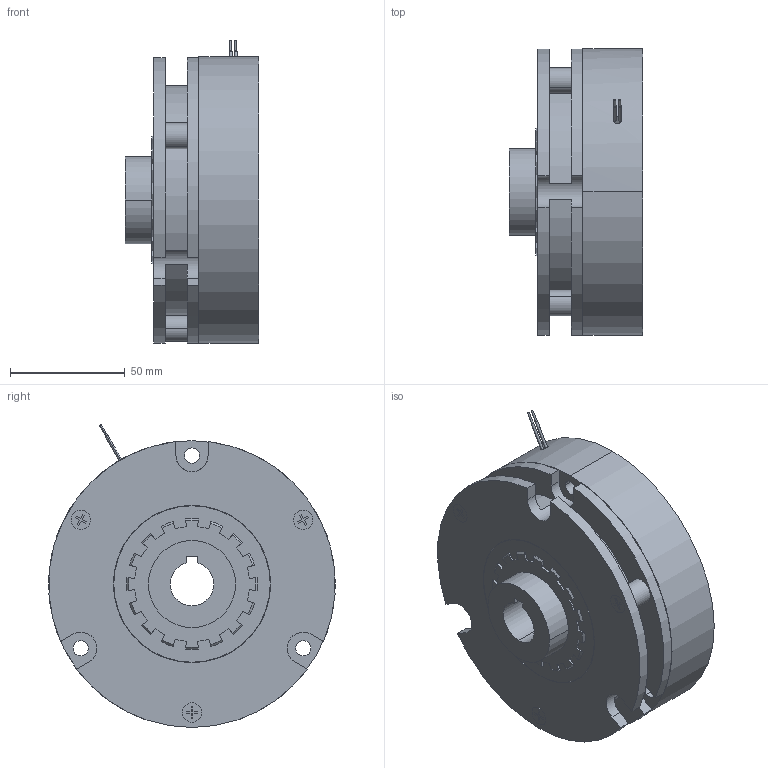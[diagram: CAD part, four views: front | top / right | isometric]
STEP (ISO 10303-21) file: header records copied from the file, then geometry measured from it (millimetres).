
FILE_DESCRIPTION(('starvars output'),'2;1');
FILE_NAME('cv20161201162254000024675.stp','16:22:54 2016/12/01',( 'Thomas Industrial Network Germany GmbH'),( 'Thomas Industrial Network Germany GmbH'),'unknown preprocess','ACIS' ,'unknown authorization');
FILE_SCHEMA(('AUTOMOTIVE_DESIGN_CC2 {UNKNOWN IMPLEMENTATION LEVEL}'));
Length unit declared in the file: millimetre
Products named in the file (1): PRODUCT_ID_5
Bounding box: 58 x 125 x 132 mm (x, y, z)
Volume: 456452.1 mm3; surface area: 68118.8 mm2
Topology: 1 solids, 1 shells, 216 faces, 584 edges, 385 vertices
Faces by surface type: plane 111, cylinder 81, cone 24
Entity records: 7679 total; most frequent: ORIENTED_EDGE 1168, CARTESIAN_POINT 1008, DIRECTION 823, EDGE_CURVE 584, VERTEX_POINT 385, VECTOR 349, LINE 349, EDGE_LOOP 251
